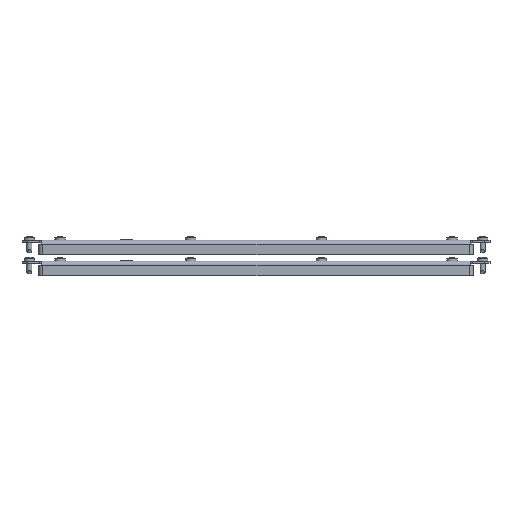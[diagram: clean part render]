
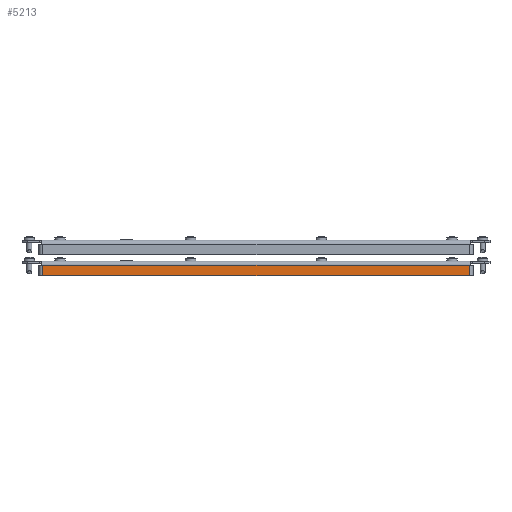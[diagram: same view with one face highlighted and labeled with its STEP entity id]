
A CAD part, top view. The second image highlights one B-rep face of the part: STEP entity #5213.
In plain terms, the highlighted face is planar.
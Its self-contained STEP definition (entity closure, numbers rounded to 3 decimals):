
#23 = CARTESIAN_POINT ( 'NONE',  ( -5., -3., -204. ) ) ;
#288 = EDGE_LOOP ( 'NONE', ( #467, #1051, #2444, #4213 ) ) ;
#467 = ORIENTED_EDGE ( 'NONE', *, *, #2786, .F. ) ;
#571 = CARTESIAN_POINT ( 'NONE',  ( -5., -3., -204. ) ) ;
#746 = DIRECTION ( 'NONE',  ( 1., 0., 0. ) ) ;
#808 = LINE ( 'NONE', #23, #4901 ) ;
#844 = CARTESIAN_POINT ( 'NONE',  ( -5., -3., -204. ) ) ;
#1051 = ORIENTED_EDGE ( 'NONE', *, *, #5336, .F. ) ;
#1506 = EDGE_CURVE ( 'NONE', #2609, #4183, #2414, .T. ) ;
#1570 = AXIS2_PLACEMENT_3D ( 'NONE', #4457, #2830, #3277 ) ;
#1612 = DIRECTION ( 'NONE',  ( 0., 0., 1. ) ) ;
#1616 = FACE_OUTER_BOUND ( 'NONE', #288, .T. ) ;
#1932 = CARTESIAN_POINT ( 'NONE',  ( 5., -3., -204. ) ) ;
#1960 = CARTESIAN_POINT ( 'NONE',  ( -5., -3., 204. ) ) ;
#2007 = PLANE ( 'NONE',  #1570 ) ;
#2028 = LINE ( 'NONE', #1960, #4621 ) ;
#2115 = EDGE_CURVE ( 'NONE', #4183, #2999, #3899, .T. ) ;
#2253 = CARTESIAN_POINT ( 'NONE',  ( 5., -3., -204. ) ) ;
#2414 = LINE ( 'NONE', #571, #3646 ) ;
#2444 = ORIENTED_EDGE ( 'NONE', *, *, #1506, .T. ) ;
#2609 = VERTEX_POINT ( 'NONE', #844 ) ;
#2754 = CARTESIAN_POINT ( 'NONE',  ( 5., -3., 204. ) ) ;
#2786 = EDGE_CURVE ( 'NONE', #3546, #2999, #2028, .T. ) ;
#2830 = DIRECTION ( 'NONE',  ( 0., -1., 0. ) ) ;
#2936 = DIRECTION ( 'NONE',  ( 0., 0., 1. ) ) ;
#2999 = VERTEX_POINT ( 'NONE', #2754 ) ;
#3277 = DIRECTION ( 'NONE',  ( 1., 0., 0. ) ) ;
#3546 = VERTEX_POINT ( 'NONE', #3987 ) ;
#3646 = VECTOR ( 'NONE', #4355, 1000. ) ;
#3899 = LINE ( 'NONE', #1932, #4864 ) ;
#3987 = CARTESIAN_POINT ( 'NONE',  ( -5., -3., 204. ) ) ;
#4183 = VERTEX_POINT ( 'NONE', #2253 ) ;
#4213 = ORIENTED_EDGE ( 'NONE', *, *, #2115, .T. ) ;
#4355 = DIRECTION ( 'NONE',  ( 1., 0., 0. ) ) ;
#4457 = CARTESIAN_POINT ( 'NONE',  ( -5., -3., -204. ) ) ;
#4621 = VECTOR ( 'NONE', #746, 1000. ) ;
#4864 = VECTOR ( 'NONE', #1612, 1000. ) ;
#4901 = VECTOR ( 'NONE', #2936, 1000. ) ;
#5213 = ADVANCED_FACE ( 'NONE', ( #1616 ), #2007, .T. ) ;
#5336 = EDGE_CURVE ( 'NONE', #2609, #3546, #808, .T. ) ;
